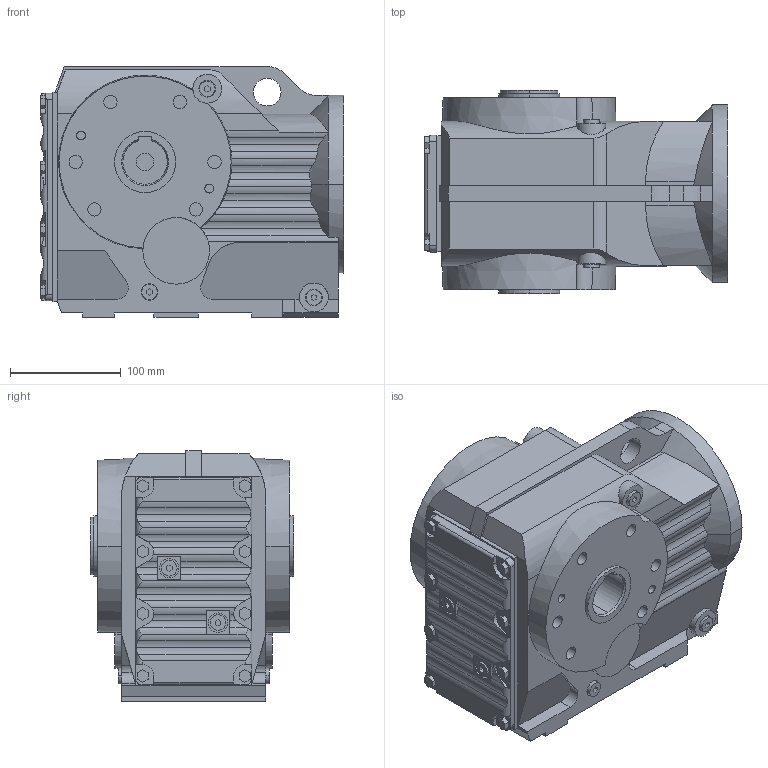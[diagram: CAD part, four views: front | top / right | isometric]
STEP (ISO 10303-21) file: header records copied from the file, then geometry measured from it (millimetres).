
FILE_DESCRIPTION(('STEP AP214'),'1');
FILE_NAME('cctmp_46B6D54B-EFB5-4D08-8392-26969A612674_2022_05_31_08_52_56_0426..stp','2022-05-31T06:52:56',('SEW-EURODRIVE GmbH & Co KG'),('CADClick - www.CADClick.com'),'Spatial InterOp 3D postprocessed',' ','unknown authorization');
FILE_SCHEMA(('AUTOMOTIVE_DESIGN'));
Length unit declared in the file: millimetre
Products named in the file (1): 2022_05_31_08_52_56_0426
Bounding box: 273.5 x 183 x 226 mm (x, y, z)
Volume: 7625185.3 mm3; surface area: 312432.1 mm2
Topology: 1 solids, 1 shells, 507 faces, 1315 edges, 864 vertices
Faces by surface type: plane 272, cylinder 215, cone 16, bspline 4
Entity records: 19013 total; most frequent: CARTESIAN_POINT 5272, ORIENTED_EDGE 2622, DIRECTION 2406, EDGE_CURVE 1311, VERTEX_POINT 864, AXIS2_PLACEMENT_3D 819, LINE 768, VECTOR 768
